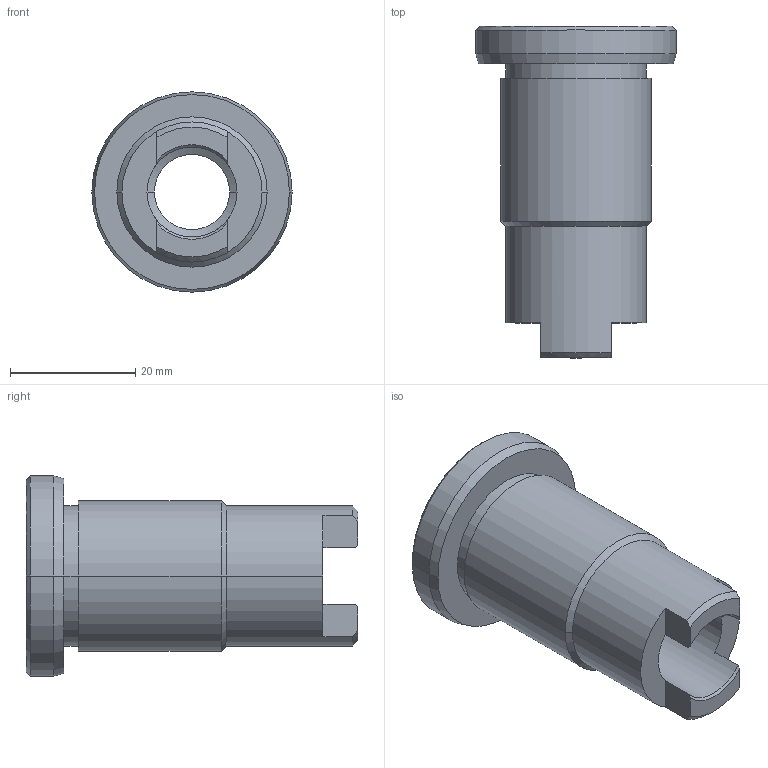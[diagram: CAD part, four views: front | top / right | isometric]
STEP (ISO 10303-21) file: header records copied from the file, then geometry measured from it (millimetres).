
FILE_DESCRIPTION(('STEP AP214'),'1');
FILE_NAME('HALDERN_EH_22350_1962.stp','2019-11-18T07:26:53',('TraceParts'),('TraceParts S.A.'),'Spatial InterOp 3D',' ',' ');
FILE_SCHEMA(('AUTOMOTIVE_DESIGN { 1 0 10303 214 1 1 1 1 }'));
Length unit declared in the file: millimetre
Products named in the file (1): HALDERN_EH_22350_1962
Bounding box: 32 x 53 x 32 mm (x, y, z)
Volume: 15774.4 mm3; surface area: 7534.5 mm2
Topology: 1 solids, 1 shells, 45 faces, 108 edges, 64 vertices
Faces by surface type: cone 18, cylinder 16, plane 11
Entity records: 1652 total; most frequent: DIRECTION 238, CARTESIAN_POINT 230, ORIENTED_EDGE 208, EDGE_CURVE 104, AXIS2_PLACEMENT_3D 96, VERTEX_POINT 64, EDGE_LOOP 50, CIRCLE 50
